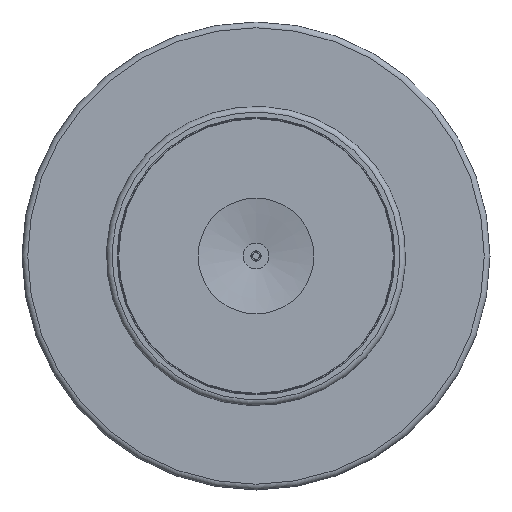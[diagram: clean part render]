
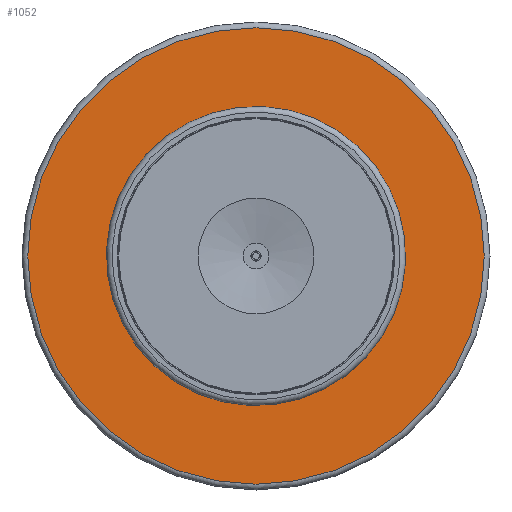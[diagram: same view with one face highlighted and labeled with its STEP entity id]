
A CAD part, front view. The second image highlights one B-rep face of the part: STEP entity #1052.
In plain terms, the highlighted face is planar.
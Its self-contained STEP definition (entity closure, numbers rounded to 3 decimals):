
#144=FACE_BOUND('',#326,.T.);
#172=PLANE('',#1411);
#235=FACE_OUTER_BOUND('',#325,.T.);
#325=EDGE_LOOP('',(#942,#943));
#326=EDGE_LOOP('',(#944));
#486=CIRCLE('',#1408,297.5);
#488=CIRCLE('',#1410,297.5);
#489=CIRCLE('',#1412,12.);
#580=VERTEX_POINT('',#2110);
#581=VERTEX_POINT('',#2111);
#582=VERTEX_POINT('',#2116);
#701=EDGE_CURVE('',#580,#581,#486,.T.);
#703=EDGE_CURVE('',#581,#580,#488,.T.);
#704=EDGE_CURVE('',#582,#582,#489,.T.);
#942=ORIENTED_EDGE('',*,*,#701,.F.);
#943=ORIENTED_EDGE('',*,*,#703,.F.);
#944=ORIENTED_EDGE('',*,*,#704,.F.);
#1052=ADVANCED_FACE('',(#235,#144),#172,.T.);
#1408=AXIS2_PLACEMENT_3D('',#2112,#1770,#1771);
#1410=AXIS2_PLACEMENT_3D('',#2114,#1774,#1775);
#1411=AXIS2_PLACEMENT_3D('',#2115,#1776,#1777);
#1412=AXIS2_PLACEMENT_3D('',#2117,#1778,#1779);
#1770=DIRECTION('center_axis',(0.,-1.,0.));
#1771=DIRECTION('ref_axis',(1.,0.,0.));
#1774=DIRECTION('center_axis',(0.,-1.,0.));
#1775=DIRECTION('ref_axis',(1.,0.,0.));
#1776=DIRECTION('center_axis',(0.,1.,0.));
#1777=DIRECTION('ref_axis',(0.,0.,1.));
#1778=DIRECTION('center_axis',(0.,1.,0.));
#1779=DIRECTION('ref_axis',(1.,0.,0.));
#2110=CARTESIAN_POINT('',(-297.5,15.,0.));
#2111=CARTESIAN_POINT('',(0.,15.,-297.5));
#2112=CARTESIAN_POINT('Origin',(0.,15.,0.));
#2114=CARTESIAN_POINT('Origin',(0.,15.,0.));
#2115=CARTESIAN_POINT('Origin',(0.,15.,0.));
#2116=CARTESIAN_POINT('',(-12.,15.,0.));
#2117=CARTESIAN_POINT('Origin',(0.,15.,0.));
